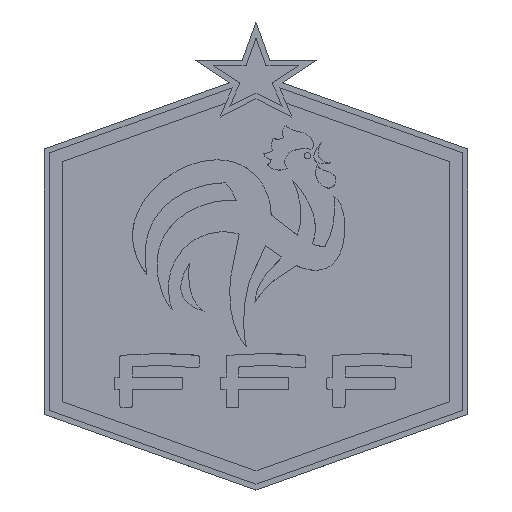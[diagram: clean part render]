
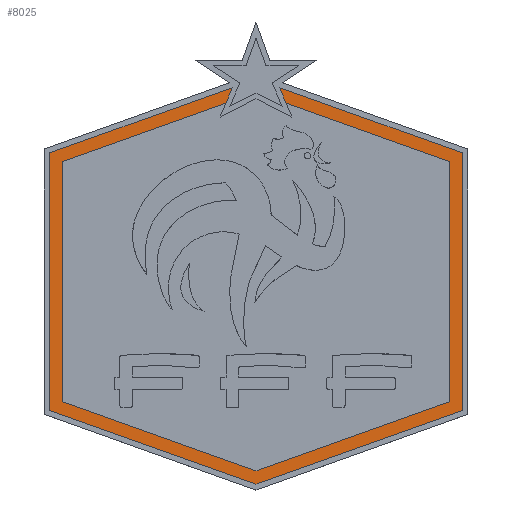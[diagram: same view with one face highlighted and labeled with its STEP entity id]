
A CAD part, top view. The second image highlights one B-rep face of the part: STEP entity #8025.
In plain terms, the highlighted planar face has unit normal (0, 0, 1).
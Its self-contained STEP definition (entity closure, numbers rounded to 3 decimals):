
#2805=CARTESIAN_POINT('',(-82.931,40.481,5.0));
#2806=VERTEX_POINT('',#2805);
#2813=CARTESIAN_POINT('',(-9.718,66.609,5.0));
#2814=VERTEX_POINT('',#2813);
#2815=CARTESIAN_POINT('',(-82.931,40.481,5.0));
#2816=DIRECTION('',(0.942,0.336,0.0));
#2817=VECTOR('',#2816,1.0);
#2818=LINE('',#2815,#2817);
#2819=EDGE_CURVE('n� 54487',#2806,#2814,#2818,.T.);
#2837=CARTESIAN_POINT('',(-82.931,-66.934,5.0));
#2838=VERTEX_POINT('',#2837);
#2845=CARTESIAN_POINT('',(-82.931,-66.934,5.0));
#2846=DIRECTION('',(-0.0,1.0,0.0));
#2847=VECTOR('',#2846,1.0);
#2848=LINE('',#2845,#2847);
#2849=EDGE_CURVE('n� 54265',#2838,#2806,#2848,.T.);
#2861=CARTESIAN_POINT('',(3.779,-97.858,5.0));
#2862=VERTEX_POINT('',#2861);
#2869=CARTESIAN_POINT('',(3.779,-97.858,5.0));
#2870=DIRECTION('',(-0.942,0.336,0.0));
#2871=VECTOR('',#2870,1.0);
#2872=LINE('',#2869,#2871);
#2873=EDGE_CURVE('n� 54268',#2862,#2838,#2872,.T.);
#2885=CARTESIAN_POINT('',(90.489,-66.934,5.0));
#2886=VERTEX_POINT('',#2885);
#2893=CARTESIAN_POINT('',(90.489,-66.934,5.0));
#2894=DIRECTION('',(-0.942,-0.336,0.0));
#2895=VECTOR('',#2894,1.0);
#2896=LINE('',#2893,#2895);
#2897=EDGE_CURVE('n� 54241',#2886,#2862,#2896,.T.);
#2909=CARTESIAN_POINT('',(90.489,40.481,5.0));
#2910=VERTEX_POINT('',#2909);
#2917=CARTESIAN_POINT('',(90.489,40.481,5.0));
#2918=DIRECTION('',(0.0,-1.0,0.0));
#2919=VECTOR('',#2918,1.0);
#2920=LINE('',#2917,#2919);
#2921=EDGE_CURVE('n� 54244',#2910,#2886,#2920,.T.);
#2934=CARTESIAN_POINT('',(17.276,66.609,5.0));
#2935=VERTEX_POINT('',#2934);
#2942=CARTESIAN_POINT('',(17.276,66.609,5.0));
#2943=DIRECTION('',(0.942,-0.336,0.0));
#2944=VECTOR('',#2943,1.0);
#2945=LINE('',#2942,#2944);
#2946=EDGE_CURVE('n� 54486',#2935,#2910,#2945,.T.);
#7950=CARTESIAN_POINT('',(-6.792,73.586,5.0));
#7951=VERTEX_POINT('',#7950);
#7952=CARTESIAN_POINT('',(-8.255,70.098,5.0));
#7953=DIRECTION('',(0.387,0.922,0.0));
#7954=VECTOR('',#7953,1.0);
#7955=LINE('',#7952,#7954);
#7956=EDGE_CURVE('n� 54433',#2814,#7951,#7955,.T.);
#7957=ORIENTED_EDGE('n� 52479',*,*,#7956,.T.);
#7958=CARTESIAN_POINT('',(-88.522,44.411,5.0));
#7959=VERTEX_POINT('',#7958);
#7960=CARTESIAN_POINT('',(-47.657,58.998,5.0));
#7961=DIRECTION('',(-0.942,-0.336,0.0));
#7962=VECTOR('',#7961,1.0);
#7963=LINE('',#7960,#7962);
#7964=EDGE_CURVE('n� 52218',#7951,#7959,#7963,.T.);
#7965=ORIENTED_EDGE('n� 52480',*,*,#7964,.T.);
#7966=CARTESIAN_POINT('',(-88.522,-70.866,5.0));
#7967=VERTEX_POINT('',#7966);
#7968=CARTESIAN_POINT('',(-88.522,-13.228,5.0));
#7969=DIRECTION('',(-0.0,-1.0,0.0));
#7970=VECTOR('',#7969,1.0);
#7971=LINE('',#7968,#7970);
#7972=EDGE_CURVE('n� 52226',#7959,#7967,#7971,.T.);
#7973=ORIENTED_EDGE('n� 52481',*,*,#7972,.T.);
#7974=CARTESIAN_POINT('',(3.779,-103.796,5.0));
#7975=VERTEX_POINT('',#7974);
#7976=CARTESIAN_POINT('',(-42.372,-87.331,5.0));
#7977=DIRECTION('',(0.942,-0.336,0.0));
#7978=VECTOR('',#7977,1.0);
#7979=LINE('',#7976,#7978);
#7980=EDGE_CURVE('n� 52231',#7967,#7975,#7979,.T.);
#7981=ORIENTED_EDGE('n� 52482',*,*,#7980,.T.);
#7982=CARTESIAN_POINT('',(96.079,-70.866,5.0));
#7983=VERTEX_POINT('',#7982);
#7984=CARTESIAN_POINT('',(49.929,-87.331,5.0));
#7985=DIRECTION('',(0.942,0.336,0.0));
#7986=VECTOR('',#7985,1.0);
#7987=LINE('',#7984,#7986);
#7988=EDGE_CURVE('n� 52146',#7975,#7983,#7987,.T.);
#7989=ORIENTED_EDGE('n� 52471',*,*,#7988,.T.);
#7990=CARTESIAN_POINT('',(96.079,44.411,5.0));
#7991=VERTEX_POINT('',#7990);
#7992=CARTESIAN_POINT('',(96.079,0.0,5.0));
#7993=DIRECTION('',(-0.0,1.0,0.0));
#7994=VECTOR('',#7993,1.0);
#7995=LINE('',#7992,#7994);
#7996=EDGE_CURVE('n� 52154',#7983,#7991,#7995,.T.);
#7997=ORIENTED_EDGE('n� 52472',*,*,#7996,.T.);
#7998=CARTESIAN_POINT('',(14.35,73.586,5.0));
#7999=VERTEX_POINT('',#7998);
#8000=CARTESIAN_POINT('',(55.214,58.998,5.0));
#8001=DIRECTION('',(-0.942,0.336,0.0));
#8002=VECTOR('',#8001,1.0);
#8003=LINE('',#8000,#8002);
#8004=EDGE_CURVE('n� 52162',#7991,#7999,#8003,.T.);
#8005=ORIENTED_EDGE('n� 52473',*,*,#8004,.T.);
#8006=CARTESIAN_POINT('',(15.813,70.098,5.0));
#8007=DIRECTION('',(0.387,-0.922,0.0));
#8008=VECTOR('',#8007,1.0);
#8009=LINE('',#8006,#8008);
#8010=EDGE_CURVE('n� 54424',#7999,#2935,#8009,.T.);
#8011=ORIENTED_EDGE('n� 52474',*,*,#8010,.T.);
#8012=ORIENTED_EDGE('n� 53709',*,*,#2946,.T.);
#8013=ORIENTED_EDGE('n� 53708',*,*,#2921,.T.);
#8014=ORIENTED_EDGE('n� 53707',*,*,#2897,.T.);
#8015=ORIENTED_EDGE('n� 53716',*,*,#2873,.T.);
#8016=ORIENTED_EDGE('n� 53715',*,*,#2849,.T.);
#8017=ORIENTED_EDGE('n� 53714',*,*,#2819,.T.);
#8018=EDGE_LOOP('',(
    #7957,#7965,#7973,#7981,#7989,#7997,#8005,#8011,#8012,#8013,
    #8014,#8015,#8016,#8017));
#8019=FACE_OUTER_BOUND('',#8018,.T.);
#8020=CARTESIAN_POINT('',(0.0,0.0,5.0));
#8021=DIRECTION('',(0.0,0.0,1.0));
#8022=DIRECTION('',(1.0,0.0,0.0));
#8023=AXIS2_PLACEMENT_3D('',#8020,#8021,#8022);
#8024=PLANE('',#8023);
#8025=ADVANCED_FACE('n� 54436',(#8019),#8024,.T.);
